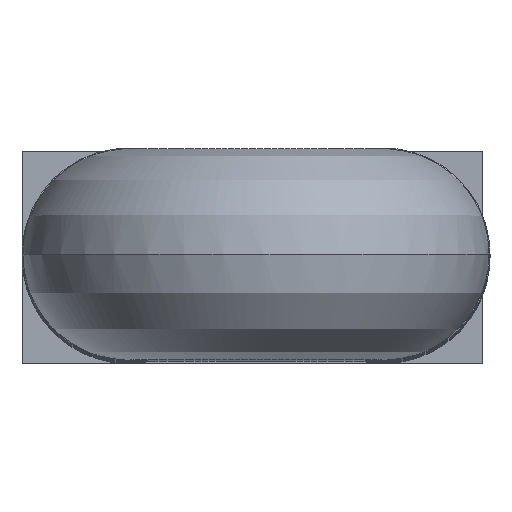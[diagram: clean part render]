
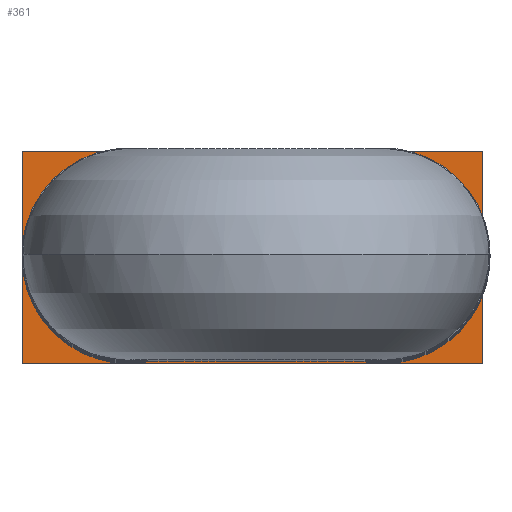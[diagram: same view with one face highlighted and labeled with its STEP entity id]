
A CAD part, top view. The second image highlights one B-rep face of the part: STEP entity #361.
In plain terms, the highlighted planar face has unit normal (0, 0, 1).
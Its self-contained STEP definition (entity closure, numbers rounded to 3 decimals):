
#15=FACE_BOUND('',#1254,.T.);
#16=FACE_BOUND('',#1255,.T.);
#361=ADVANCED_FACE('',(#805,#15,#16),#5390,.T.);
#805=FACE_OUTER_BOUND('',#1253,.T.);
#1253=EDGE_LOOP('',(#2673,#2674,#2675,#2676));
#1254=EDGE_LOOP('',(#2677,#2678));
#1255=EDGE_LOOP('',(#2679,#2680));
#2673=ORIENTED_EDGE('',*,*,#3800,.F.);
#2674=ORIENTED_EDGE('',*,*,#3797,.F.);
#2675=ORIENTED_EDGE('',*,*,#3794,.F.);
#2676=ORIENTED_EDGE('',*,*,#3790,.F.);
#2677=ORIENTED_EDGE('',*,*,#3789,.T.);
#2678=ORIENTED_EDGE('',*,*,#4023,.T.);
#2679=ORIENTED_EDGE('',*,*,#3621,.T.);
#2680=ORIENTED_EDGE('',*,*,#3862,.T.);
#3621=EDGE_CURVE('',#5135,#5287,#4378,.T.);
#3789=EDGE_CURVE('',#5221,#5370,#4465,.T.);
#3790=EDGE_CURVE('',#5248,#5249,#4905,.T.);
#3794=EDGE_CURVE('',#5249,#5252,#4909,.T.);
#3797=EDGE_CURVE('',#5252,#5254,#4912,.T.);
#3800=EDGE_CURVE('',#5254,#5248,#4915,.T.);
#3862=EDGE_CURVE('',#5287,#5135,#4524,.T.);
#4023=EDGE_CURVE('',#5370,#5221,#4685,.T.);
#4378=(
BOUNDED_CURVE()
B_SPLINE_CURVE(2,(#14241,#14242,#14243,#14244,#14245),.UNSPECIFIED.,.F.,
 .F.)
B_SPLINE_CURVE_WITH_KNOTS((3,2,3),(0.,23.562,47.124),
 .UNSPECIFIED.)
CURVE()
GEOMETRIC_REPRESENTATION_ITEM()
RATIONAL_B_SPLINE_CURVE((1.,0.707,1.,0.707,1.))
REPRESENTATION_ITEM('')
);
#4465=(
BOUNDED_CURVE()
B_SPLINE_CURVE(2,(#15161,#15162,#15163,#15164,#15165),.UNSPECIFIED.,.F.,
 .F.)
B_SPLINE_CURVE_WITH_KNOTS((3,2,3),(0.,23.562,47.124),
 .UNSPECIFIED.)
CURVE()
GEOMETRIC_REPRESENTATION_ITEM()
RATIONAL_B_SPLINE_CURVE((1.,0.707,1.,0.707,1.))
REPRESENTATION_ITEM('')
);
#4524=(
BOUNDED_CURVE()
B_SPLINE_CURVE(2,(#15573,#15574,#15575,#15576,#15577),.UNSPECIFIED.,.F.,
 .F.)
B_SPLINE_CURVE_WITH_KNOTS((3,2,3),(47.124,70.686,94.248),
 .UNSPECIFIED.)
CURVE()
GEOMETRIC_REPRESENTATION_ITEM()
RATIONAL_B_SPLINE_CURVE((1.,0.707,1.,0.707,1.))
REPRESENTATION_ITEM('')
);
#4685=(
BOUNDED_CURVE()
B_SPLINE_CURVE(2,(#16274,#16275,#16276,#16277,#16278),.UNSPECIFIED.,.F.,
 .F.)
B_SPLINE_CURVE_WITH_KNOTS((3,2,3),(47.124,70.686,94.248),
 .UNSPECIFIED.)
CURVE()
GEOMETRIC_REPRESENTATION_ITEM()
RATIONAL_B_SPLINE_CURVE((1.,0.707,1.,0.707,1.))
REPRESENTATION_ITEM('')
);
#4905=B_SPLINE_CURVE_WITH_KNOTS('',1,(#15166,#15167),.UNSPECIFIED.,.F.,
 .F.,(2,2),(0.,30.),.UNSPECIFIED.);
#4909=B_SPLINE_CURVE_WITH_KNOTS('',1,(#15174,#15175),.UNSPECIFIED.,.F.,
 .F.,(2,2),(30.,95.),.UNSPECIFIED.);
#4912=B_SPLINE_CURVE_WITH_KNOTS('',1,(#15180,#15181),.UNSPECIFIED.,.F.,
 .F.,(2,2),(95.,125.),.UNSPECIFIED.);
#4915=B_SPLINE_CURVE_WITH_KNOTS('',1,(#15186,#15187),.UNSPECIFIED.,.F.,
 .F.,(2,2),(125.,190.),.UNSPECIFIED.);
#5135=VERTEX_POINT('',#13820);
#5221=VERTEX_POINT('',#13906);
#5248=VERTEX_POINT('',#13933);
#5249=VERTEX_POINT('',#13934);
#5252=VERTEX_POINT('',#13937);
#5254=VERTEX_POINT('',#13939);
#5287=VERTEX_POINT('',#13972);
#5370=VERTEX_POINT('',#14055);
#5390=PLANE('',#5854);
#5854=AXIS2_PLACEMENT_3D('',#11378,#5875,$);
#5875=DIRECTION('',(0.,0.,1.));
#11378=CARTESIAN_POINT('',(-15.,-15.,0.));
#13820=CARTESIAN_POINT('',(44.,0.,0.));
#13906=CARTESIAN_POINT('',(8.,0.,0.));
#13933=CARTESIAN_POINT('',(-15.,-15.,0.));
#13934=CARTESIAN_POINT('',(-15.,15.,0.));
#13937=CARTESIAN_POINT('',(50.,15.,0.));
#13939=CARTESIAN_POINT('',(50.,-15.,0.));
#13972=CARTESIAN_POINT('',(28.,0.,0.));
#14055=CARTESIAN_POINT('',(-8.,0.,0.));
#14241=CARTESIAN_POINT('',(44.,0.,0.));
#14242=CARTESIAN_POINT('',(44.,-8.,0.));
#14243=CARTESIAN_POINT('',(36.,-8.,0.));
#14244=CARTESIAN_POINT('',(28.,-8.,0.));
#14245=CARTESIAN_POINT('',(28.,0.,0.));
#15161=CARTESIAN_POINT('',(8.,0.,0.));
#15162=CARTESIAN_POINT('',(8.,-8.,0.));
#15163=CARTESIAN_POINT('',(0.,-8.,0.));
#15164=CARTESIAN_POINT('',(-8.,-8.,0.));
#15165=CARTESIAN_POINT('',(-8.,0.,0.));
#15166=CARTESIAN_POINT('',(-15.,-15.,0.));
#15167=CARTESIAN_POINT('',(-15.,15.,0.));
#15174=CARTESIAN_POINT('',(-15.,15.,0.));
#15175=CARTESIAN_POINT('',(50.,15.,0.));
#15180=CARTESIAN_POINT('',(50.,15.,0.));
#15181=CARTESIAN_POINT('',(50.,-15.,0.));
#15186=CARTESIAN_POINT('',(50.,-15.,0.));
#15187=CARTESIAN_POINT('',(-15.,-15.,0.));
#15573=CARTESIAN_POINT('',(28.,0.,0.));
#15574=CARTESIAN_POINT('',(28.,8.,0.));
#15575=CARTESIAN_POINT('',(36.,8.,0.));
#15576=CARTESIAN_POINT('',(44.,8.,0.));
#15577=CARTESIAN_POINT('',(44.,0.,0.));
#16274=CARTESIAN_POINT('',(-8.,0.,0.));
#16275=CARTESIAN_POINT('',(-8.,8.,0.));
#16276=CARTESIAN_POINT('',(0.,8.,0.));
#16277=CARTESIAN_POINT('',(8.,8.,0.));
#16278=CARTESIAN_POINT('',(8.,0.,0.));
